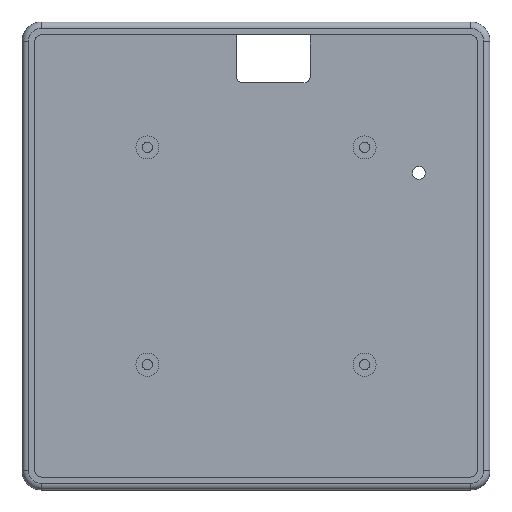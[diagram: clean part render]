
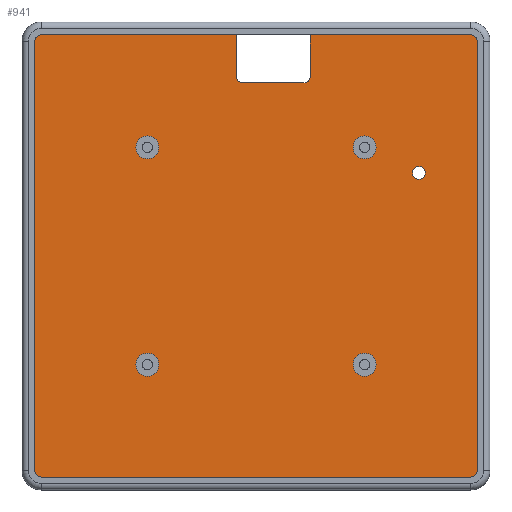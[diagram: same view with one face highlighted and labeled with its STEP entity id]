
A CAD part, top view. The second image highlights one B-rep face of the part: STEP entity #941.
In plain terms, the highlighted planar face has unit normal (0, 0, 1).
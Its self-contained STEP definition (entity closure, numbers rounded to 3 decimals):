
#23=FACE_BOUND('',#120,.T.);
#24=FACE_BOUND('',#121,.T.);
#25=FACE_BOUND('',#122,.T.);
#26=FACE_BOUND('',#123,.T.);
#27=FACE_BOUND('',#124,.T.);
#34=PLANE('',#1018);
#58=FACE_OUTER_BOUND('',#119,.T.);
#119=EDGE_LOOP('',(#634,#635,#636,#637,#638,#639,#640,#641,#642,#643,#644,
#645,#646,#647));
#120=EDGE_LOOP('',(#648));
#121=EDGE_LOOP('',(#649));
#122=EDGE_LOOP('',(#650));
#123=EDGE_LOOP('',(#651));
#124=EDGE_LOOP('',(#652));
#192=LINE('',#1488,#264);
#193=LINE('',#1492,#265);
#194=LINE('',#1496,#266);
#195=LINE('',#1498,#267);
#196=LINE('',#1502,#268);
#197=LINE('',#1506,#269);
#198=LINE('',#1508,#270);
#199=LINE('',#1511,#271);
#264=VECTOR('',#1156,10.);
#265=VECTOR('',#1159,10.);
#266=VECTOR('',#1162,10.);
#267=VECTOR('',#1163,10.);
#268=VECTOR('',#1166,10.);
#269=VECTOR('',#1169,10.);
#270=VECTOR('',#1170,10.);
#271=VECTOR('',#1173,10.);
#334=CIRCLE('',#1016,1.);
#336=CIRCLE('',#1019,1.);
#337=CIRCLE('',#1020,1.);
#338=CIRCLE('',#1021,1.);
#339=CIRCLE('',#1022,1.);
#340=CIRCLE('',#1023,1.);
#341=CIRCLE('',#1024,1.8);
#342=CIRCLE('',#1025,1.8);
#343=CIRCLE('',#1026,1.8);
#344=CIRCLE('',#1027,1.8);
#345=CIRCLE('',#1028,1.);
#402=VERTEX_POINT('',#1478);
#403=VERTEX_POINT('',#1479);
#406=VERTEX_POINT('',#1487);
#407=VERTEX_POINT('',#1489);
#408=VERTEX_POINT('',#1491);
#409=VERTEX_POINT('',#1493);
#410=VERTEX_POINT('',#1495);
#411=VERTEX_POINT('',#1497);
#412=VERTEX_POINT('',#1499);
#413=VERTEX_POINT('',#1501);
#414=VERTEX_POINT('',#1503);
#415=VERTEX_POINT('',#1505);
#416=VERTEX_POINT('',#1507);
#417=VERTEX_POINT('',#1509);
#418=VERTEX_POINT('',#1512);
#419=VERTEX_POINT('',#1514);
#420=VERTEX_POINT('',#1516);
#421=VERTEX_POINT('',#1518);
#422=VERTEX_POINT('',#1520);
#490=EDGE_CURVE('',#402,#403,#334,.T.);
#494=EDGE_CURVE('',#403,#406,#192,.T.);
#495=EDGE_CURVE('',#406,#407,#336,.T.);
#496=EDGE_CURVE('',#407,#408,#193,.T.);
#497=EDGE_CURVE('',#408,#409,#337,.T.);
#498=EDGE_CURVE('',#409,#410,#194,.T.);
#499=EDGE_CURVE('',#410,#411,#195,.T.);
#500=EDGE_CURVE('',#412,#411,#338,.T.);
#501=EDGE_CURVE('',#412,#413,#196,.T.);
#502=EDGE_CURVE('',#414,#413,#339,.T.);
#503=EDGE_CURVE('',#414,#415,#197,.T.);
#504=EDGE_CURVE('',#415,#416,#198,.T.);
#505=EDGE_CURVE('',#416,#417,#340,.T.);
#506=EDGE_CURVE('',#417,#402,#199,.T.);
#507=EDGE_CURVE('',#418,#418,#341,.T.);
#508=EDGE_CURVE('',#419,#419,#342,.T.);
#509=EDGE_CURVE('',#420,#420,#343,.T.);
#510=EDGE_CURVE('',#421,#421,#344,.T.);
#511=EDGE_CURVE('',#422,#422,#345,.T.);
#634=ORIENTED_EDGE('',*,*,#490,.T.);
#635=ORIENTED_EDGE('',*,*,#494,.T.);
#636=ORIENTED_EDGE('',*,*,#495,.T.);
#637=ORIENTED_EDGE('',*,*,#496,.T.);
#638=ORIENTED_EDGE('',*,*,#497,.T.);
#639=ORIENTED_EDGE('',*,*,#498,.T.);
#640=ORIENTED_EDGE('',*,*,#499,.T.);
#641=ORIENTED_EDGE('',*,*,#500,.F.);
#642=ORIENTED_EDGE('',*,*,#501,.T.);
#643=ORIENTED_EDGE('',*,*,#502,.F.);
#644=ORIENTED_EDGE('',*,*,#503,.T.);
#645=ORIENTED_EDGE('',*,*,#504,.T.);
#646=ORIENTED_EDGE('',*,*,#505,.T.);
#647=ORIENTED_EDGE('',*,*,#506,.T.);
#648=ORIENTED_EDGE('',*,*,#507,.T.);
#649=ORIENTED_EDGE('',*,*,#508,.T.);
#650=ORIENTED_EDGE('',*,*,#509,.T.);
#651=ORIENTED_EDGE('',*,*,#510,.T.);
#652=ORIENTED_EDGE('',*,*,#511,.T.);
#941=ADVANCED_FACE('',(#58,#23,#24,#25,#26,#27),#34,.T.);
#1016=AXIS2_PLACEMENT_3D('',#1480,#1148,#1149);
#1018=AXIS2_PLACEMENT_3D('',#1486,#1154,#1155);
#1019=AXIS2_PLACEMENT_3D('',#1490,#1157,#1158);
#1020=AXIS2_PLACEMENT_3D('',#1494,#1160,#1161);
#1021=AXIS2_PLACEMENT_3D('',#1500,#1164,#1165);
#1022=AXIS2_PLACEMENT_3D('',#1504,#1167,#1168);
#1023=AXIS2_PLACEMENT_3D('',#1510,#1171,#1172);
#1024=AXIS2_PLACEMENT_3D('',#1513,#1174,#1175);
#1025=AXIS2_PLACEMENT_3D('',#1515,#1176,#1177);
#1026=AXIS2_PLACEMENT_3D('',#1517,#1178,#1179);
#1027=AXIS2_PLACEMENT_3D('',#1519,#1180,#1181);
#1028=AXIS2_PLACEMENT_3D('',#1521,#1182,#1183);
#1148=DIRECTION('center_axis',(0.,0.,1.));
#1149=DIRECTION('ref_axis',(-0.707,-0.707,0.));
#1154=DIRECTION('center_axis',(0.,0.,1.));
#1155=DIRECTION('ref_axis',(1.,0.,0.));
#1156=DIRECTION('',(1.,0.,0.));
#1157=DIRECTION('center_axis',(0.,0.,1.));
#1158=DIRECTION('ref_axis',(0.707,-0.707,0.));
#1159=DIRECTION('',(0.,1.,0.));
#1160=DIRECTION('center_axis',(0.,0.,1.));
#1161=DIRECTION('ref_axis',(0.707,0.707,0.));
#1162=DIRECTION('',(-1.,0.,0.));
#1163=DIRECTION('',(0.,-1.,0.));
#1164=DIRECTION('center_axis',(0.,0.,1.));
#1165=DIRECTION('ref_axis',(0.707,-0.707,0.));
#1166=DIRECTION('',(-1.,0.,0.));
#1167=DIRECTION('center_axis',(0.,0.,1.));
#1168=DIRECTION('ref_axis',(-0.707,-0.707,0.));
#1169=DIRECTION('',(0.,1.,0.));
#1170=DIRECTION('',(-1.,0.,0.));
#1171=DIRECTION('center_axis',(0.,0.,1.));
#1172=DIRECTION('ref_axis',(-0.707,0.707,0.));
#1173=DIRECTION('',(0.,-1.,0.));
#1174=DIRECTION('center_axis',(0.,0.,-1.));
#1175=DIRECTION('ref_axis',(-1.,0.,0.));
#1176=DIRECTION('center_axis',(0.,0.,-1.));
#1177=DIRECTION('ref_axis',(-1.,0.,0.));
#1178=DIRECTION('center_axis',(0.,0.,-1.));
#1179=DIRECTION('ref_axis',(-1.,0.,0.));
#1180=DIRECTION('center_axis',(0.,0.,-1.));
#1181=DIRECTION('ref_axis',(-1.,0.,0.));
#1182=DIRECTION('center_axis',(0.,0.,-1.));
#1183=DIRECTION('ref_axis',(-1.,0.,0.));
#1478=CARTESIAN_POINT('',(2.,3.,2.));
#1479=CARTESIAN_POINT('',(3.,2.,2.));
#1480=CARTESIAN_POINT('Origin',(3.,3.,2.));
#1486=CARTESIAN_POINT('Origin',(36.6,36.6,2.));
#1487=CARTESIAN_POINT('',(70.2,2.,2.));
#1488=CARTESIAN_POINT('',(2.,2.,2.));
#1489=CARTESIAN_POINT('',(71.2,3.,2.));
#1490=CARTESIAN_POINT('Origin',(70.2,3.,2.));
#1491=CARTESIAN_POINT('',(71.2,70.2,2.));
#1492=CARTESIAN_POINT('',(71.2,2.,2.));
#1493=CARTESIAN_POINT('',(70.2,71.2,2.));
#1494=CARTESIAN_POINT('Origin',(70.2,70.2,2.));
#1495=CARTESIAN_POINT('',(45.1,71.2,2.));
#1496=CARTESIAN_POINT('',(71.2,71.2,2.));
#1497=CARTESIAN_POINT('',(45.1,64.7,2.));
#1498=CARTESIAN_POINT('',(45.1,53.9,2.));
#1499=CARTESIAN_POINT('',(44.1,63.7,2.));
#1500=CARTESIAN_POINT('Origin',(44.1,64.7,2.));
#1501=CARTESIAN_POINT('',(34.5,63.7,2.));
#1502=CARTESIAN_POINT('',(41.05,63.7,2.));
#1503=CARTESIAN_POINT('',(33.5,64.7,2.));
#1504=CARTESIAN_POINT('Origin',(34.5,64.7,2.));
#1505=CARTESIAN_POINT('',(33.5,71.2,2.));
#1506=CARTESIAN_POINT('',(33.5,50.15,2.));
#1507=CARTESIAN_POINT('',(3.,71.2,2.));
#1508=CARTESIAN_POINT('',(71.2,71.2,2.));
#1509=CARTESIAN_POINT('',(2.,70.2,2.));
#1510=CARTESIAN_POINT('Origin',(3.,70.2,2.));
#1511=CARTESIAN_POINT('',(2.,71.2,2.));
#1512=CARTESIAN_POINT('',(55.4,53.6,2.));
#1513=CARTESIAN_POINT('Origin',(53.6,53.6,2.));
#1514=CARTESIAN_POINT('',(21.4,53.6,2.));
#1515=CARTESIAN_POINT('Origin',(19.6,53.6,2.));
#1516=CARTESIAN_POINT('',(21.4,19.6,2.));
#1517=CARTESIAN_POINT('Origin',(19.6,19.6,2.));
#1518=CARTESIAN_POINT('',(55.4,19.6,2.));
#1519=CARTESIAN_POINT('Origin',(53.6,19.6,2.));
#1520=CARTESIAN_POINT('',(63.1,49.6,2.));
#1521=CARTESIAN_POINT('Origin',(62.1,49.6,2.));
